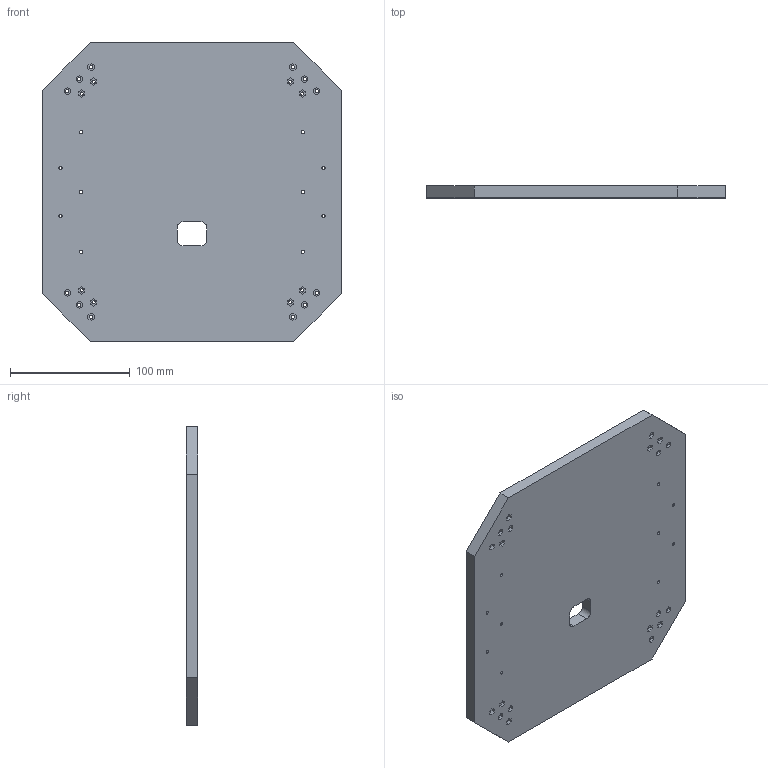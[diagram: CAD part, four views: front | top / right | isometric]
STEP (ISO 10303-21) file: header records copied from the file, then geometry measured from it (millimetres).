
FILE_DESCRIPTION(/* description */ (''),/* implementation_level */ '2;1');
FILE_NAME(/* name */ 'Mainframe.step',/* time_stamp */ '2021-03-23T14:34:10-04:00',/* author */ (''),/* organization */ (''),/* preprocessor_version */ 'ST-DEVELOPER v18.1',/* originating_system */ 'Autodesk Translation Framework v9.10.0.1330',/* authorisation */ '');
FILE_SCHEMA (('AUTOMOTIVE_DESIGN { 1 0 10303 214 3 1 1 }'));
Length unit declared in the file: millimetre
Products named in the file (1): Mainframe
Bounding box: 250 x 10 x 250 mm (x, y, z)
Volume: 585257.5 mm3; surface area: 130383.8 mm2
Topology: 1 solids, 1 shells, 208 faces, 528 edges, 352 vertices
Faces by surface type: plane 164, cylinder 44
Full cylindrical faces by diameter (mm): 2.6 x20, 2.7 x10, 5 x10
Entity records: 6384 total; most frequent: CARTESIAN_POINT 1089, ORIENTED_EDGE 1056, DIRECTION 1034, EDGE_CURVE 528, LINE 440, VECTOR 440, VERTEX_POINT 352, EDGE_LOOP 300
